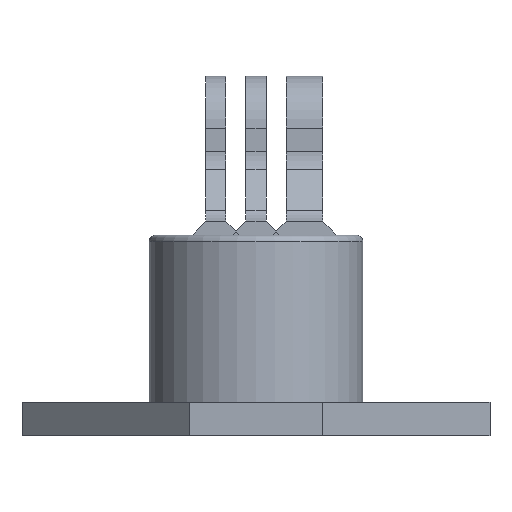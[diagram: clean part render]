
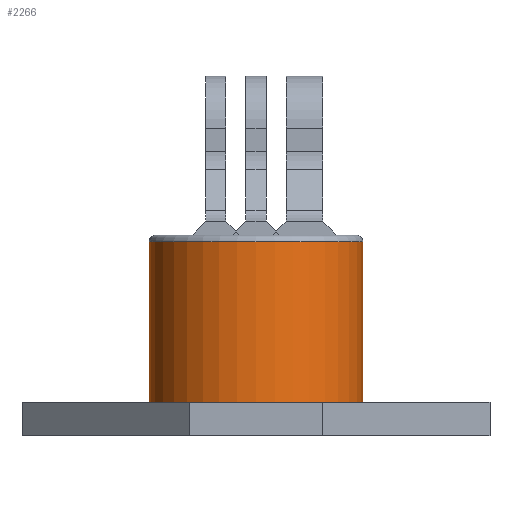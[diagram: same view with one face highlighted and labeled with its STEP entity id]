
A CAD part, left-side view. The second image highlights one B-rep face of the part: STEP entity #2266.
In plain terms, the highlighted cylindrical face has radius 16 mm (diameter 32 mm), a partial arc.
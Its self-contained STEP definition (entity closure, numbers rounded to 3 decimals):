
#102 = TOROIDAL_SURFACE('',#103,15.,1.);
#103 = AXIS2_PLACEMENT_3D('',#104,#105,#106);
#104 = CARTESIAN_POINT('',(736.,0.,54.));
#105 = DIRECTION('',(-0.,-0.,-1.));
#106 = DIRECTION('',(0.,1.,0.));
#1009 = VERTEX_POINT('',#1010);
#1010 = CARTESIAN_POINT('',(736.,-16.,54.));
#1046 = PLANE('',#1047);
#1047 = AXIS2_PLACEMENT_3D('',#1048,#1049,#1050);
#1048 = CARTESIAN_POINT('',(736.,-16.,25.));
#1049 = DIRECTION('',(0.,1.,0.));
#1050 = DIRECTION('',(1.,0.,0.));
#1065 = VERTEX_POINT('',#1066);
#1066 = CARTESIAN_POINT('',(736.,16.,54.));
#1080 = PLANE('',#1081);
#1081 = AXIS2_PLACEMENT_3D('',#1082,#1083,#1084);
#1082 = CARTESIAN_POINT('',(736.,16.,25.));
#1083 = DIRECTION('',(0.,1.,0.));
#1084 = DIRECTION('',(1.,0.,0.));
#1121 = EDGE_CURVE('',#1065,#1009,#1122,.T.);
#1122 = SURFACE_CURVE('',#1123,(#1128,#1135),.PCURVE_S1.);
#1123 = CIRCLE('',#1124,16.);
#1124 = AXIS2_PLACEMENT_3D('',#1125,#1126,#1127);
#1125 = CARTESIAN_POINT('',(736.,0.,54.));
#1126 = DIRECTION('',(0.,0.,1.));
#1127 = DIRECTION('',(0.,1.,0.));
#1128 = PCURVE('',#102,#1129);
#1129 = DEFINITIONAL_REPRESENTATION('',(#1130),#1134);
#1130 = LINE('',#1131,#1132);
#1131 = CARTESIAN_POINT('',(-0.,6.283));
#1132 = VECTOR('',#1133,1.);
#1133 = DIRECTION('',(-1.,0.));
#1134 = ( GEOMETRIC_REPRESENTATION_CONTEXT(2) 
PARAMETRIC_REPRESENTATION_CONTEXT() REPRESENTATION_CONTEXT('2D SPACE',''
  ) );
#1135 = PCURVE('',#1136,#1141);
#1136 = CYLINDRICAL_SURFACE('',#1137,16.);
#1137 = AXIS2_PLACEMENT_3D('',#1138,#1139,#1140);
#1138 = CARTESIAN_POINT('',(736.,0.,25.));
#1139 = DIRECTION('',(-0.,-0.,-1.));
#1140 = DIRECTION('',(1.,0.,0.));
#1141 = DEFINITIONAL_REPRESENTATION('',(#1142),#1146);
#1142 = LINE('',#1143,#1144);
#1143 = CARTESIAN_POINT('',(-1.571,-29.));
#1144 = VECTOR('',#1145,1.);
#1145 = DIRECTION('',(-1.,0.));
#1146 = ( GEOMETRIC_REPRESENTATION_CONTEXT(2) 
PARAMETRIC_REPRESENTATION_CONTEXT() REPRESENTATION_CONTEXT('2D SPACE',''
  ) );
#2135 = PLANE('',#2136);
#2136 = AXIS2_PLACEMENT_3D('',#2137,#2138,#2139);
#2137 = CARTESIAN_POINT('',(741.,0.,30.));
#2138 = DIRECTION('',(-0.,-0.,-1.));
#2139 = DIRECTION('',(-1.,0.,0.));
#2174 = VERTEX_POINT('',#2175);
#2175 = CARTESIAN_POINT('',(736.,-16.,30.));
#2196 = EDGE_CURVE('',#2174,#1009,#2197,.T.);
#2197 = SURFACE_CURVE('',#2198,(#2202,#2209),.PCURVE_S1.);
#2198 = LINE('',#2199,#2200);
#2199 = CARTESIAN_POINT('',(736.,-16.,25.));
#2200 = VECTOR('',#2201,1.);
#2201 = DIRECTION('',(0.,0.,1.));
#2202 = PCURVE('',#1046,#2203);
#2203 = DEFINITIONAL_REPRESENTATION('',(#2204),#2208);
#2204 = LINE('',#2205,#2206);
#2205 = CARTESIAN_POINT('',(0.,0.));
#2206 = VECTOR('',#2207,1.);
#2207 = DIRECTION('',(0.,-1.));
#2208 = ( GEOMETRIC_REPRESENTATION_CONTEXT(2) 
PARAMETRIC_REPRESENTATION_CONTEXT() REPRESENTATION_CONTEXT('2D SPACE',''
  ) );
#2209 = PCURVE('',#1136,#2210);
#2210 = DEFINITIONAL_REPRESENTATION('',(#2211),#2215);
#2211 = LINE('',#2212,#2213);
#2212 = CARTESIAN_POINT('',(-4.712,0.));
#2213 = VECTOR('',#2214,1.);
#2214 = DIRECTION('',(-0.,-1.));
#2215 = ( GEOMETRIC_REPRESENTATION_CONTEXT(2) 
PARAMETRIC_REPRESENTATION_CONTEXT() REPRESENTATION_CONTEXT('2D SPACE',''
  ) );
#2223 = VERTEX_POINT('',#2224);
#2224 = CARTESIAN_POINT('',(736.,16.,30.));
#2245 = EDGE_CURVE('',#2223,#1065,#2246,.T.);
#2246 = SURFACE_CURVE('',#2247,(#2251,#2258),.PCURVE_S1.);
#2247 = LINE('',#2248,#2249);
#2248 = CARTESIAN_POINT('',(736.,16.,25.));
#2249 = VECTOR('',#2250,1.);
#2250 = DIRECTION('',(0.,0.,1.));
#2251 = PCURVE('',#1080,#2252);
#2252 = DEFINITIONAL_REPRESENTATION('',(#2253),#2257);
#2253 = LINE('',#2254,#2255);
#2254 = CARTESIAN_POINT('',(0.,0.));
#2255 = VECTOR('',#2256,1.);
#2256 = DIRECTION('',(0.,-1.));
#2257 = ( GEOMETRIC_REPRESENTATION_CONTEXT(2) 
PARAMETRIC_REPRESENTATION_CONTEXT() REPRESENTATION_CONTEXT('2D SPACE',''
  ) );
#2258 = PCURVE('',#1136,#2259);
#2259 = DEFINITIONAL_REPRESENTATION('',(#2260),#2264);
#2260 = LINE('',#2261,#2262);
#2261 = CARTESIAN_POINT('',(-1.571,0.));
#2262 = VECTOR('',#2263,1.);
#2263 = DIRECTION('',(-0.,-1.));
#2264 = ( GEOMETRIC_REPRESENTATION_CONTEXT(2) 
PARAMETRIC_REPRESENTATION_CONTEXT() REPRESENTATION_CONTEXT('2D SPACE',''
  ) );
#2266 = ADVANCED_FACE('',(#2267),#1136,.T.);
#2267 = FACE_BOUND('',#2268,.F.);
#2268 = EDGE_LOOP('',(#2269,#2270,#2292,#2293));
#2269 = ORIENTED_EDGE('',*,*,#2196,.F.);
#2270 = ORIENTED_EDGE('',*,*,#2271,.T.);
#2271 = EDGE_CURVE('',#2174,#2223,#2272,.T.);
#2272 = SURFACE_CURVE('',#2273,(#2278,#2285),.PCURVE_S1.);
#2273 = CIRCLE('',#2274,16.);
#2274 = AXIS2_PLACEMENT_3D('',#2275,#2276,#2277);
#2275 = CARTESIAN_POINT('',(736.,0.,30.));
#2276 = DIRECTION('',(0.,0.,-1.));
#2277 = DIRECTION('',(1.,0.,0.));
#2278 = PCURVE('',#1136,#2279);
#2279 = DEFINITIONAL_REPRESENTATION('',(#2280),#2284);
#2280 = LINE('',#2281,#2282);
#2281 = CARTESIAN_POINT('',(-6.283,-5.));
#2282 = VECTOR('',#2283,1.);
#2283 = DIRECTION('',(1.,-0.));
#2284 = ( GEOMETRIC_REPRESENTATION_CONTEXT(2) 
PARAMETRIC_REPRESENTATION_CONTEXT() REPRESENTATION_CONTEXT('2D SPACE',''
  ) );
#2285 = PCURVE('',#2135,#2286);
#2286 = DEFINITIONAL_REPRESENTATION('',(#2287),#2291);
#2287 = CIRCLE('',#2288,16.);
#2288 = AXIS2_PLACEMENT_2D('',#2289,#2290);
#2289 = CARTESIAN_POINT('',(5.,0.));
#2290 = DIRECTION('',(-1.,0.));
#2291 = ( GEOMETRIC_REPRESENTATION_CONTEXT(2) 
PARAMETRIC_REPRESENTATION_CONTEXT() REPRESENTATION_CONTEXT('2D SPACE',''
  ) );
#2292 = ORIENTED_EDGE('',*,*,#2245,.T.);
#2293 = ORIENTED_EDGE('',*,*,#1121,.T.);
